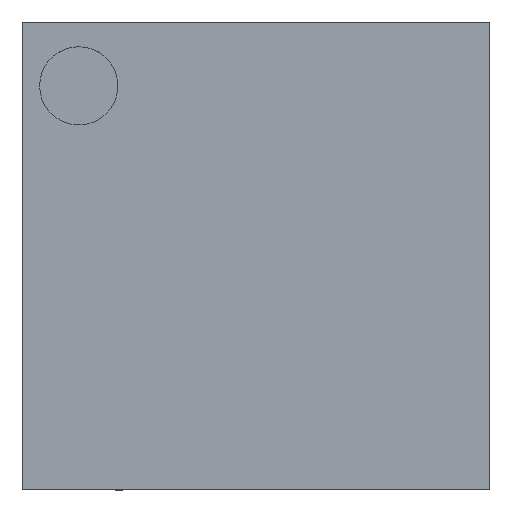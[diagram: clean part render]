
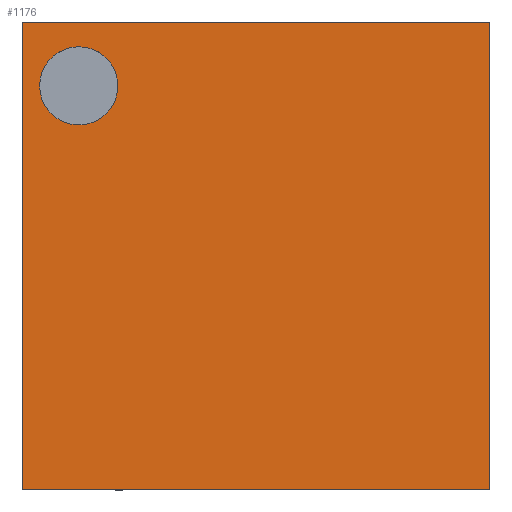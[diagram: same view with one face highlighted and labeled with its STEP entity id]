
A CAD part, top view. The second image highlights one B-rep face of the part: STEP entity #1176.
In plain terms, the highlighted planar face has unit normal (0, 0, 1).
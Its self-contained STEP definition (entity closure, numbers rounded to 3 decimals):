
#120 = CARTESIAN_POINT ( 'NONE',  ( -1.5, -1.5, 0.85 ) ) ;
#137 = LINE ( 'NONE', #120, #2792 ) ;
#165 = ORIENTED_EDGE ( 'NONE', *, *, #3049, .T. ) ;
#250 = CARTESIAN_POINT ( 'NONE',  ( -1.388, 1.09, 0.85 ) ) ;
#258 = DIRECTION ( 'NONE',  ( -1., 0., 0. ) ) ;
#287 = LINE ( 'NONE', #1367, #2974 ) ;
#311 = DIRECTION ( 'NONE',  ( 0., 0., -1. ) ) ;
#414 = DIRECTION ( 'NONE',  ( 1., 0., 0. ) ) ;
#591 = EDGE_CURVE ( 'NONE', #957, #2749, #3177, .T. ) ;
#625 = CIRCLE ( 'NONE', #677, 0.251 ) ;
#627 = VECTOR ( 'NONE', #1227, 1000. ) ;
#669 = EDGE_CURVE ( 'NONE', #2571, #1812, #137, .T. ) ;
#677 = AXIS2_PLACEMENT_3D ( 'NONE', #2815, #2540, #740 ) ;
#730 = LINE ( 'NONE', #2237, #627 ) ;
#740 = DIRECTION ( 'NONE',  ( 1., 0., 0. ) ) ;
#776 = VERTEX_POINT ( 'NONE', #250 ) ;
#781 = PLANE ( 'NONE',  #1956 ) ;
#785 = AXIS2_PLACEMENT_3D ( 'NONE', #2473, #2686, #414 ) ;
#803 = ORIENTED_EDGE ( 'NONE', *, *, #1784, .F. ) ;
#937 = EDGE_LOOP ( 'NONE', ( #803, #1101 ) ) ;
#957 = VERTEX_POINT ( 'NONE', #2798 ) ;
#980 = CARTESIAN_POINT ( 'NONE',  ( -1.5, -1.5, 0.85 ) ) ;
#1044 = CARTESIAN_POINT ( 'NONE',  ( 0., 0., 0.85 ) ) ;
#1053 = ORIENTED_EDGE ( 'NONE', *, *, #669, .T. ) ;
#1101 = ORIENTED_EDGE ( 'NONE', *, *, #1672, .F. ) ;
#1121 = DIRECTION ( 'NONE',  ( -1., 0., 0. ) ) ;
#1176 = ADVANCED_FACE ( 'NONE', ( #3024, #2280 ), #781, .F. ) ;
#1227 = DIRECTION ( 'NONE',  ( 0., 1., 0. ) ) ;
#1265 = ORIENTED_EDGE ( 'NONE', *, *, #1545, .T. ) ;
#1367 = CARTESIAN_POINT ( 'NONE',  ( -1.5, -1.5, 0.85 ) ) ;
#1406 = VERTEX_POINT ( 'NONE', #2944 ) ;
#1545 = EDGE_CURVE ( 'NONE', #1812, #957, #730, .T. ) ;
#1672 = EDGE_CURVE ( 'NONE', #776, #1406, #2363, .T. ) ;
#1784 = EDGE_CURVE ( 'NONE', #1406, #776, #625, .T. ) ;
#1812 = VERTEX_POINT ( 'NONE', #2055 ) ;
#1913 = VECTOR ( 'NONE', #1121, 1000. ) ;
#1948 = CARTESIAN_POINT ( 'NONE',  ( -1.5, 1.5, 0.85 ) ) ;
#1956 = AXIS2_PLACEMENT_3D ( 'NONE', #1044, #311, #258 ) ;
#2055 = CARTESIAN_POINT ( 'NONE',  ( 1.5, -1.5, 0.85 ) ) ;
#2164 = CARTESIAN_POINT ( 'NONE',  ( -1.5, 1.5, 0.85 ) ) ;
#2237 = CARTESIAN_POINT ( 'NONE',  ( 1.5, -1.5, 0.85 ) ) ;
#2280 = FACE_OUTER_BOUND ( 'NONE', #2666, .T. ) ;
#2363 = CIRCLE ( 'NONE', #785, 0.251 ) ;
#2369 = DIRECTION ( 'NONE',  ( 0., -1., 0. ) ) ;
#2473 = CARTESIAN_POINT ( 'NONE',  ( -1.137, 1.09, 0.85 ) ) ;
#2540 = DIRECTION ( 'NONE',  ( 0., 0., 1. ) ) ;
#2571 = VERTEX_POINT ( 'NONE', #980 ) ;
#2666 = EDGE_LOOP ( 'NONE', ( #1265, #2868, #165, #1053 ) ) ;
#2686 = DIRECTION ( 'NONE',  ( 0., 0., 1. ) ) ;
#2749 = VERTEX_POINT ( 'NONE', #2164 ) ;
#2792 = VECTOR ( 'NONE', #2905, 1000. ) ;
#2798 = CARTESIAN_POINT ( 'NONE',  ( 1.5, 1.5, 0.85 ) ) ;
#2815 = CARTESIAN_POINT ( 'NONE',  ( -1.137, 1.09, 0.85 ) ) ;
#2868 = ORIENTED_EDGE ( 'NONE', *, *, #591, .T. ) ;
#2905 = DIRECTION ( 'NONE',  ( 1., 0., 0. ) ) ;
#2944 = CARTESIAN_POINT ( 'NONE',  ( -0.886, 1.09, 0.85 ) ) ;
#2974 = VECTOR ( 'NONE', #2369, 1000. ) ;
#3024 = FACE_BOUND ( 'NONE', #937, .T. ) ;
#3049 = EDGE_CURVE ( 'NONE', #2749, #2571, #287, .T. ) ;
#3177 = LINE ( 'NONE', #1948, #1913 ) ;
